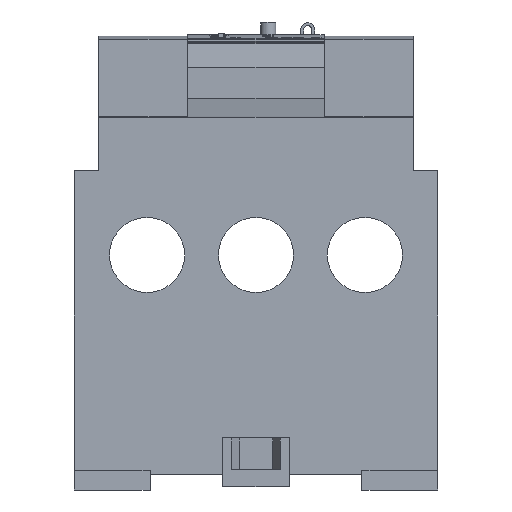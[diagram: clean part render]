
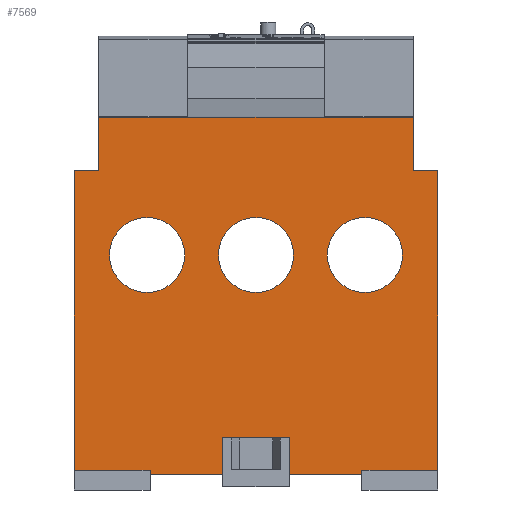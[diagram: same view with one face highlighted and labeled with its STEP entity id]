
A CAD part, front view. The second image highlights one B-rep face of the part: STEP entity #7569.
In plain terms, the highlighted planar face has unit normal (0, -1, 0).
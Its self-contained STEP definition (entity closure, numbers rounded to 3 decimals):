
#7569=ADVANCED_FACE('',(#20105,#20106,#20107,#20108),#20109,.F.);
#7789=VERTEX_POINT('',#20443);
#7795=VERTEX_POINT('',#20449);
#7797=EDGE_CURVE('',#7795,#7789,#20451,.T.);
#7805=VERTEX_POINT('',#20459);
#7811=VERTEX_POINT('',#20465);
#7813=EDGE_CURVE('',#7811,#7805,#20467,.T.);
#7821=VERTEX_POINT('',#20475);
#7827=VERTEX_POINT('',#20481);
#7829=EDGE_CURVE('',#7827,#7821,#20483,.T.);
#15813=VERTEX_POINT('',#28467);
#15815=VERTEX_POINT('',#28469);
#15817=EDGE_CURVE('',#15813,#15815,#28471,.T.);
#15845=VERTEX_POINT('',#28499);
#15847=EDGE_CURVE('',#15845,#15813,#28501,.T.);
#15897=VERTEX_POINT('',#28551);
#15899=EDGE_CURVE('',#15815,#15897,#28553,.T.);
#15911=VERTEX_POINT('',#28565);
#15913=EDGE_CURVE('',#15845,#15911,#28567,.T.);
#16075=VERTEX_POINT('',#28729);
#16079=EDGE_CURVE('',#16075,#15897,#28733,.T.);
#16331=VERTEX_POINT('',#28985);
#16335=VERTEX_POINT('',#28989);
#16337=EDGE_CURVE('',#16331,#16335,#28991,.T.);
#16411=VERTEX_POINT('',#29065);
#16415=VERTEX_POINT('',#29069);
#16417=EDGE_CURVE('',#16411,#16415,#29071,.T.);
#16469=VERTEX_POINT('',#29123);
#16471=EDGE_CURVE('',#16469,#15911,#29125,.T.);
#16645=VERTEX_POINT('',#29299);
#16649=EDGE_CURVE('',#16075,#16645,#29303,.T.);
#16653=EDGE_CURVE('',#16645,#16335,#29307,.T.);
#16659=VERTEX_POINT('',#29313);
#16661=EDGE_CURVE('',#16659,#16331,#29315,.T.);
#16663=VERTEX_POINT('',#29317);
#16665=EDGE_CURVE('',#16663,#16659,#29319,.T.);
#16667=VERTEX_POINT('',#29321);
#16669=EDGE_CURVE('',#16667,#16663,#29323,.T.);
#16671=VERTEX_POINT('',#29325);
#16673=EDGE_CURVE('',#16671,#16667,#29327,.T.);
#16675=EDGE_CURVE('',#16415,#16671,#29329,.T.);
#16677=EDGE_CURVE('',#16411,#16469,#29331,.T.);
#16679=EDGE_CURVE('',#7789,#7795,#29333,.T.);
#16681=EDGE_CURVE('',#7805,#7811,#29335,.T.);
#16683=EDGE_CURVE('',#7821,#7827,#29337,.T.);
#20105=FACE_OUTER_BOUND('',#32749,.T.);
#20106=FACE_BOUND('',#32750,.T.);
#20107=FACE_BOUND('',#32751,.T.);
#20108=FACE_BOUND('',#32752,.T.);
#20109=PLANE('',#32753);
#20443=CARTESIAN_POINT('',(36.401,22.25,77.65));
#20449=CARTESIAN_POINT('',(11.601,22.25,77.65));
#20451=CIRCLE('',#33098,12.4);
#20459=CARTESIAN_POINT('',(72.401,22.25,77.65));
#20465=CARTESIAN_POINT('',(47.601,22.25,77.65));
#20467=CIRCLE('',#33120,12.4);
#20475=CARTESIAN_POINT('',(108.401,22.25,77.65));
#20481=CARTESIAN_POINT('',(83.601,22.25,77.65));
#20483=CIRCLE('',#33142,12.4);
#28467=CARTESIAN_POINT('',(49.001,22.25,17.2));
#28469=CARTESIAN_POINT('',(71.001,22.25,17.2));
#28471=LINE('',#45878,#45879);
#28499=CARTESIAN_POINT('',(49.001,22.25,5.0));
#28501=LINE('',#45924,#45925);
#28551=CARTESIAN_POINT('',(71.001,22.25,5.0));
#28553=LINE('',#46008,#46009);
#28565=CARTESIAN_POINT('',(25.001,22.25,5.0));
#28567=LINE('',#46032,#46033);
#28729=CARTESIAN_POINT('',(95.001,22.25,5.0));
#28733=LINE('',#46286,#46287);
#28985=CARTESIAN_POINT('',(120.001,22.25,105.5));
#28989=CARTESIAN_POINT('',(120.001,22.25,6.5));
#28991=LINE('',#46690,#46691);
#29065=CARTESIAN_POINT('',(0.001,22.25,6.5));
#29069=CARTESIAN_POINT('',(0.001,22.25,105.5));
#29071=LINE('',#46810,#46811);
#29123=CARTESIAN_POINT('',(25.001,22.25,6.5));
#29125=LINE('',#46894,#46895);
#29299=CARTESIAN_POINT('',(95.001,22.25,6.5));
#29303=LINE('',#47170,#47171);
#29307=LINE('',#47178,#47179);
#29313=CARTESIAN_POINT('',(112.001,22.25,105.5));
#29315=LINE('',#47192,#47193);
#29317=CARTESIAN_POINT('',(112.001,22.25,123.152));
#29319=LINE('',#47198,#47199);
#29321=CARTESIAN_POINT('',(8.001,22.25,123.152));
#29323=LINE('',#47204,#47205);
#29325=CARTESIAN_POINT('',(8.001,22.25,105.5));
#29327=LINE('',#47210,#47211);
#29329=LINE('',#47214,#47215);
#29331=LINE('',#47218,#47219);
#29333=CIRCLE('',#47222,12.4);
#29335=CIRCLE('',#47225,12.4);
#29337=CIRCLE('',#47228,12.4);
#32749=EDGE_LOOP('',(#56937,#56938,#56939,#56940,#56941,#56942,#56943,#56944,#56945,#56946,#56947,#56948,#56949,#56950,#56951,#56952));
#32750=EDGE_LOOP('',(#56953,#56954));
#32751=EDGE_LOOP('',(#56955,#56956));
#32752=EDGE_LOOP('',(#56957,#56958));
#32753=AXIS2_PLACEMENT_3D('',#56959,#56960,#56961);
#33098=AXIS2_PLACEMENT_3D('',#57940,#57941,#57942);
#33120=AXIS2_PLACEMENT_3D('',#57948,#57949,#57950);
#33142=AXIS2_PLACEMENT_3D('',#57956,#57957,#57958);
#45878=CARTESIAN_POINT('',(60.001,22.25,17.2));
#45879=VECTOR('',#61113,1.0);
#45924=CARTESIAN_POINT('',(49.001,22.25,39.907));
#45925=VECTOR('',#61121,1.0);
#46008=CARTESIAN_POINT('',(71.001,22.25,39.907));
#46009=VECTOR('',#61137,1.0);
#46032=CARTESIAN_POINT('',(120.001,22.25,5.0));
#46033=VECTOR('',#61142,1.0);
#46286=CARTESIAN_POINT('',(120.001,22.25,5.0));
#46287=VECTOR('',#61186,1.0);
#46690=CARTESIAN_POINT('',(120.001,22.25,105.5));
#46691=VECTOR('',#61279,1.0);
#46810=CARTESIAN_POINT('',(0.001,22.25,5.0));
#46811=VECTOR('',#61304,1.0);
#46894=CARTESIAN_POINT('',(25.001,22.25,36.982));
#46895=VECTOR('',#61319,1.0);
#47170=CARTESIAN_POINT('',(95.001,22.25,36.982));
#47171=VECTOR('',#61403,1.0);
#47178=CARTESIAN_POINT('',(83.751,22.25,6.5));
#47179=VECTOR('',#61405,1.0);
#47192=CARTESIAN_POINT('',(112.001,22.25,105.5));
#47193=VECTOR('',#61408,1.0);
#47198=CARTESIAN_POINT('',(112.001,22.25,138.511));
#47199=VECTOR('',#61409,1.0);
#47204=CARTESIAN_POINT('',(30.001,22.25,123.152));
#47205=VECTOR('',#61410,1.0);
#47210=CARTESIAN_POINT('',(8.001,22.25,105.5));
#47211=VECTOR('',#61411,1.0);
#47214=CARTESIAN_POINT('',(0.001,22.25,105.5));
#47215=VECTOR('',#61412,1.0);
#47218=CARTESIAN_POINT('',(36.251,22.25,6.5));
#47219=VECTOR('',#61413,1.0);
#47222=AXIS2_PLACEMENT_3D('',#61414,#61415,#61416);
#47225=AXIS2_PLACEMENT_3D('',#61417,#61418,#61419);
#47228=AXIS2_PLACEMENT_3D('',#61420,#61421,#61422);
#56937=ORIENTED_EDGE('',*,*,#15899,.T.);
#56938=ORIENTED_EDGE('',*,*,#16079,.F.);
#56939=ORIENTED_EDGE('',*,*,#16649,.T.);
#56940=ORIENTED_EDGE('',*,*,#16653,.T.);
#56941=ORIENTED_EDGE('',*,*,#16337,.F.);
#56942=ORIENTED_EDGE('',*,*,#16661,.F.);
#56943=ORIENTED_EDGE('',*,*,#16665,.F.);
#56944=ORIENTED_EDGE('',*,*,#16669,.F.);
#56945=ORIENTED_EDGE('',*,*,#16673,.F.);
#56946=ORIENTED_EDGE('',*,*,#16675,.F.);
#56947=ORIENTED_EDGE('',*,*,#16417,.F.);
#56948=ORIENTED_EDGE('',*,*,#16677,.T.);
#56949=ORIENTED_EDGE('',*,*,#16471,.T.);
#56950=ORIENTED_EDGE('',*,*,#15913,.F.);
#56951=ORIENTED_EDGE('',*,*,#15847,.T.);
#56952=ORIENTED_EDGE('',*,*,#15817,.T.);
#56953=ORIENTED_EDGE('',*,*,#16679,.T.);
#56954=ORIENTED_EDGE('',*,*,#7797,.T.);
#56955=ORIENTED_EDGE('',*,*,#16681,.T.);
#56956=ORIENTED_EDGE('',*,*,#7813,.T.);
#56957=ORIENTED_EDGE('',*,*,#16683,.T.);
#56958=ORIENTED_EDGE('',*,*,#7829,.T.);
#56959=CARTESIAN_POINT('',(60.001,22.25,70.714));
#56960=DIRECTION('',(-0.0,1.0,0.0));
#56961=DIRECTION('',(1.0,0.0,0.0));
#57940=CARTESIAN_POINT('',(24.001,22.25,77.65));
#57941=DIRECTION('',(-0.0,1.0,0.0));
#57942=DIRECTION('',(1.0,0.0,0.0));
#57948=CARTESIAN_POINT('',(60.001,22.25,77.65));
#57949=DIRECTION('',(-0.0,1.0,0.0));
#57950=DIRECTION('',(1.0,0.0,0.0));
#57956=CARTESIAN_POINT('',(96.001,22.25,77.65));
#57957=DIRECTION('',(-0.0,1.0,0.0));
#57958=DIRECTION('',(1.0,0.0,0.0));
#61113=DIRECTION('',(1.0,0.0,0.0));
#61121=DIRECTION('',(0.0,0.0,1.0));
#61137=DIRECTION('',(0.0,0.0,-1.0));
#61142=DIRECTION('',(-1.0,0.0,0.0));
#61186=DIRECTION('',(-1.0,0.0,0.0));
#61279=DIRECTION('',(0.0,0.0,-1.0));
#61304=DIRECTION('',(0.0,0.0,1.0));
#61319=DIRECTION('',(0.0,0.0,-1.0));
#61403=DIRECTION('',(0.0,0.0,1.0));
#61405=DIRECTION('',(1.0,0.0,0.0));
#61408=DIRECTION('',(1.0,0.0,0.0));
#61409=DIRECTION('',(0.0,0.0,-1.0));
#61410=DIRECTION('',(1.0,0.0,0.0));
#61411=DIRECTION('',(0.0,0.0,1.0));
#61412=DIRECTION('',(1.0,0.0,0.0));
#61413=DIRECTION('',(1.0,0.0,0.0));
#61414=CARTESIAN_POINT('',(24.001,22.25,77.65));
#61415=DIRECTION('',(-0.0,1.0,0.0));
#61416=DIRECTION('',(1.0,0.0,0.0));
#61417=CARTESIAN_POINT('',(60.001,22.25,77.65));
#61418=DIRECTION('',(-0.0,1.0,0.0));
#61419=DIRECTION('',(1.0,0.0,0.0));
#61420=CARTESIAN_POINT('',(96.001,22.25,77.65));
#61421=DIRECTION('',(-0.0,1.0,0.0));
#61422=DIRECTION('',(1.0,0.0,0.0));
